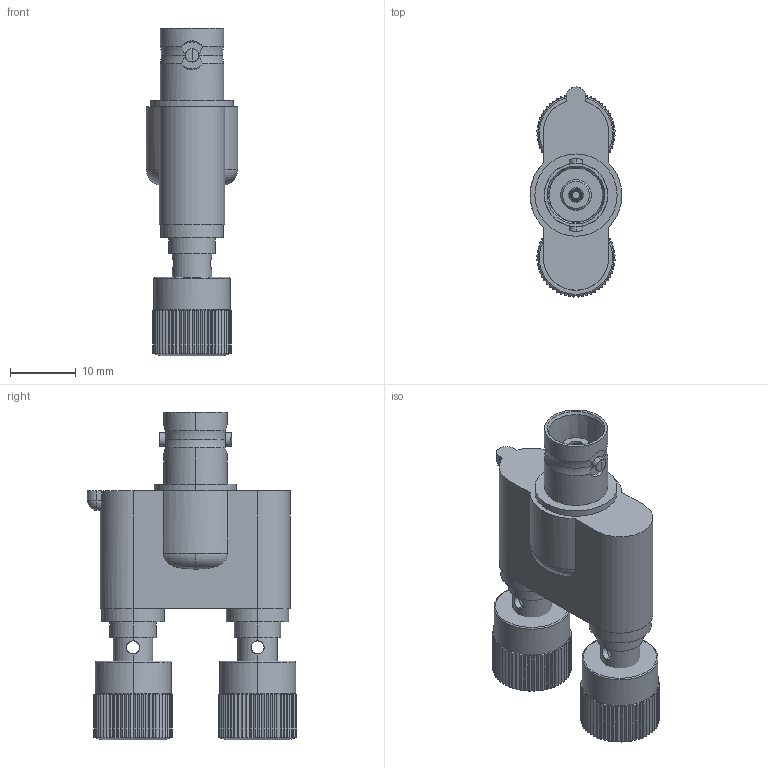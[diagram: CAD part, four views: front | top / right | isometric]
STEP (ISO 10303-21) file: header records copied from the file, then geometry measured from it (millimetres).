
FILE_DESCRIPTION (( 'STEP AP214' ), '1' );
FILE_NAME ('J01008A0621.STEP', '2018-04-24T14:19:24', ( '' ), ( '' ), 'SwSTEP 2.0', 'SolidWorks 2017', '' );
FILE_SCHEMA (( 'AUTOMOTIVE_DESIGN' ));
Length unit declared in the file: millimetre
Products named in the file (1): J01008A0621
Bounding box: 14 x 31.99 x 50 mm (x, y, z)
Volume: 8682.3 mm3; surface area: 4969.7 mm2
Topology: 3 solids, 3 shells, 699 faces, 1783 edges, 1100 vertices
Faces by surface type: plane 261, cylinder 177, cone 136, torus 124, sphere 1
Entity records: 31184 total; most frequent: CARTESIAN_POINT 7646, ORIENTED_EDGE 3562, DIRECTION 3027, EDGE_CURVE 1781, AXIS2_PLACEMENT_3D 1282, VERTEX_POINT 1099, B_SPLINE_CURVE_WITH_KNOTS 728, EDGE_LOOP 722
